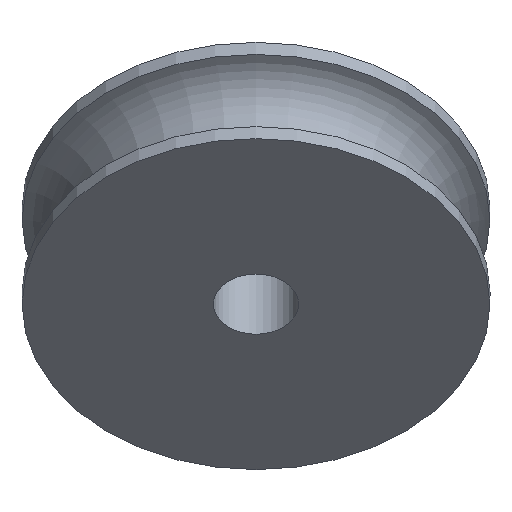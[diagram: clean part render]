
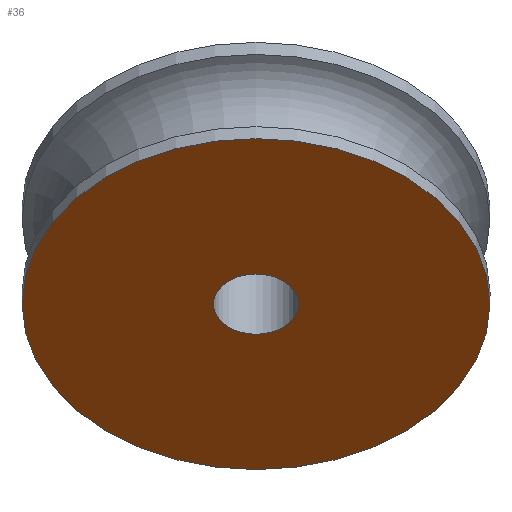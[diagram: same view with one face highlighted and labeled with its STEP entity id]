
A CAD part, front view. The second image highlights one B-rep face of the part: STEP entity #36.
In plain terms, the highlighted planar face has unit normal (0, -0.707, -0.707).
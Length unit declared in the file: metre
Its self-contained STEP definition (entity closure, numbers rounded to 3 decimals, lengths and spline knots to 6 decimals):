
#36 = ADVANCED_FACE( '', ( #71, #72 ), #73, .F. );
#71 = FACE_BOUND( '', #102, .T. );
#72 = FACE_OUTER_BOUND( '', #103, .T. );
#73 = PLANE( '', #104 );
#102 = EDGE_LOOP( '', ( #133 ) );
#103 = EDGE_LOOP( '', ( #134 ) );
#104 = AXIS2_PLACEMENT_3D( '', #135, #136, #137 );
#133 = ORIENTED_EDGE( '', *, *, #159, .F. );
#134 = ORIENTED_EDGE( '', *, *, #155, .T. );
#135 = CARTESIAN_POINT( '', ( -0.084667, -1.105617, 0.62321 ) );
#136 = DIRECTION( '', ( 0., 0.707, 0.707 ) );
#137 = DIRECTION( '', ( -1., 0., 0. ) );
#155 = EDGE_CURVE( '', #170, #170, #171, .T. );
#159 = EDGE_CURVE( '', #176, #176, #177, .T. );
#170 = VERTEX_POINT( '', #188 );
#171 = CIRCLE( '', #189, 0.034925 );
#176 = VERTEX_POINT( '', #194 );
#177 = CIRCLE( '', #195, 0.00635 );
#188 = CARTESIAN_POINT( '', ( -0.150283, -1.105617, 0.62321 ) );
#189 = AXIS2_PLACEMENT_3D( '', #207, #208, #209 );
#194 = CARTESIAN_POINT( '', ( -0.121708, -1.105617, 0.62321 ) );
#195 = AXIS2_PLACEMENT_3D( '', #213, #214, #215 );
#207 = CARTESIAN_POINT( '', ( -0.115358, -1.105617, 0.62321 ) );
#208 = DIRECTION( '', ( 0., -0.707, -0.707 ) );
#209 = DIRECTION( '', ( -1., 0., 0. ) );
#213 = CARTESIAN_POINT( '', ( -0.115358, -1.105617, 0.62321 ) );
#214 = DIRECTION( '', ( 0., -0.707, -0.707 ) );
#215 = DIRECTION( '', ( -1., 0., 0. ) );
